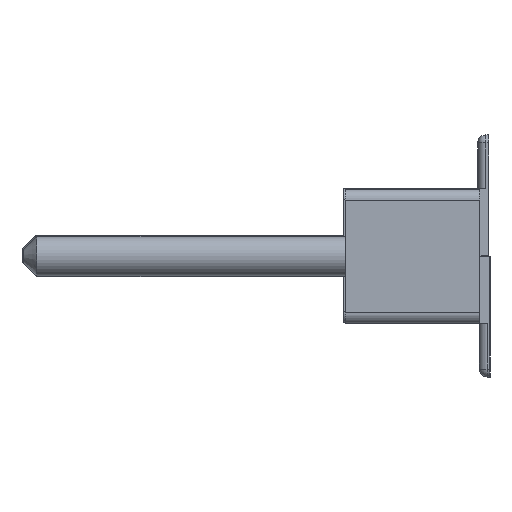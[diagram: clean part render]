
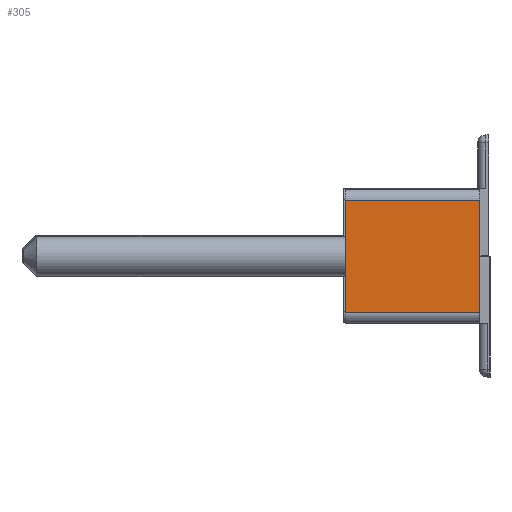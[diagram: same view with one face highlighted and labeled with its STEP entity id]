
A CAD part, left-side view. The second image highlights one B-rep face of the part: STEP entity #305.
In plain terms, the highlighted planar face has unit normal (-1, 0, 0).
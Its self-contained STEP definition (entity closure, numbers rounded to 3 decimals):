
#61 = ORIENTED_EDGE ( 'NONE', *, *, #399, .T. ) ;
#67 = ORIENTED_EDGE ( 'NONE', *, *, #1457, .F. ) ;
#89 = DIRECTION ( 'NONE',  ( 0., 0., 1. ) ) ;
#113 = CARTESIAN_POINT ( 'NONE',  ( -1.447, 0., 1.05 ) ) ;
#117 = LINE ( 'NONE', #1360, #1242 ) ;
#164 = DIRECTION ( 'NONE',  ( 0., 0., -1. ) ) ;
#182 = VERTEX_POINT ( 'NONE', #113 ) ;
#300 = EDGE_LOOP ( 'NONE', ( #61, #510, #67, #360 ) ) ;
#305 = ADVANCED_FACE ( 'NONE', ( #1431 ), #873, .F. ) ;
#346 = CARTESIAN_POINT ( 'NONE',  ( -1.447, 2.5, -1.05 ) ) ;
#360 = ORIENTED_EDGE ( 'NONE', *, *, #830, .T. ) ;
#399 = EDGE_CURVE ( 'NONE', #563, #182, #659, .T. ) ;
#427 = VECTOR ( 'NONE', #89, 1000. ) ;
#435 = VERTEX_POINT ( 'NONE', #1350 ) ;
#510 = ORIENTED_EDGE ( 'NONE', *, *, #1040, .F. ) ;
#556 = AXIS2_PLACEMENT_3D ( 'NONE', #346, #1274, #164 ) ;
#563 = VERTEX_POINT ( 'NONE', #1085 ) ;
#659 = LINE ( 'NONE', #1549, #913 ) ;
#713 = DIRECTION ( 'NONE',  ( 0., 0., 1. ) ) ;
#810 = DIRECTION ( 'NONE',  ( 0., -1., 0. ) ) ;
#823 = CARTESIAN_POINT ( 'NONE',  ( -1.447, 2.5, -1.05 ) ) ;
#830 = EDGE_CURVE ( 'NONE', #1090, #563, #1471, .T. ) ;
#873 = PLANE ( 'NONE',  #556 ) ;
#913 = VECTOR ( 'NONE', #713, 1000. ) ;
#946 = CARTESIAN_POINT ( 'NONE',  ( -1.447, 2.5, -1.05 ) ) ;
#1040 = EDGE_CURVE ( 'NONE', #435, #182, #117, .T. ) ;
#1046 = LINE ( 'NONE', #823, #427 ) ;
#1085 = CARTESIAN_POINT ( 'NONE',  ( -1.447, 0., -1.05 ) ) ;
#1090 = VERTEX_POINT ( 'NONE', #1497 ) ;
#1144 = VECTOR ( 'NONE', #810, 1000. ) ;
#1242 = VECTOR ( 'NONE', #1261, 1000. ) ;
#1261 = DIRECTION ( 'NONE',  ( 0., -1., 0. ) ) ;
#1274 = DIRECTION ( 'NONE',  ( 1., 0., 0. ) ) ;
#1350 = CARTESIAN_POINT ( 'NONE',  ( -1.447, 2.5, 1.05 ) ) ;
#1360 = CARTESIAN_POINT ( 'NONE',  ( -1.447, 2.5, 1.05 ) ) ;
#1431 = FACE_OUTER_BOUND ( 'NONE', #300, .T. ) ;
#1457 = EDGE_CURVE ( 'NONE', #1090, #435, #1046, .T. ) ;
#1471 = LINE ( 'NONE', #946, #1144 ) ;
#1497 = CARTESIAN_POINT ( 'NONE',  ( -1.447, 2.5, -1.05 ) ) ;
#1549 = CARTESIAN_POINT ( 'NONE',  ( -1.447, 0., -1.05 ) ) ;
